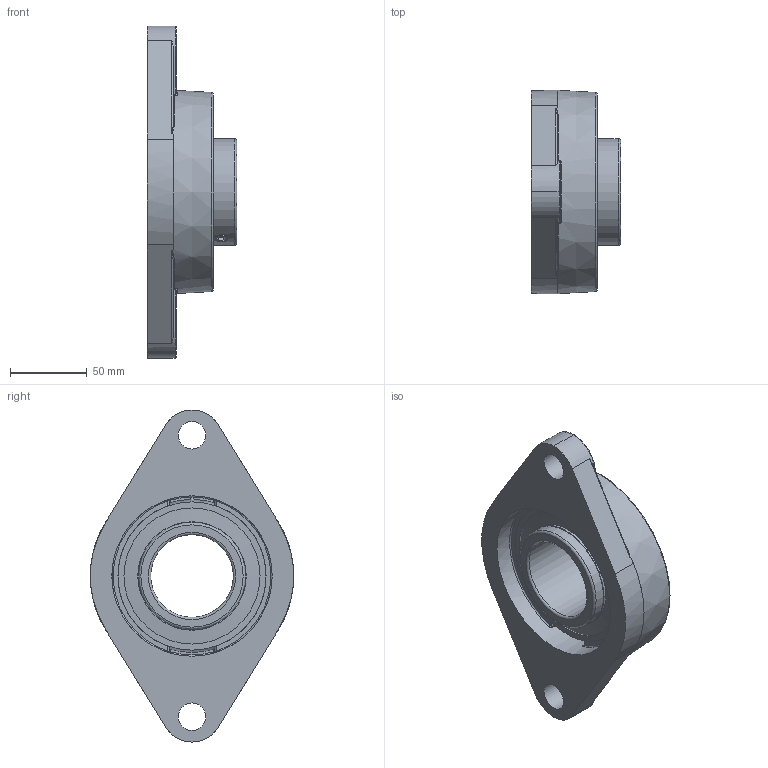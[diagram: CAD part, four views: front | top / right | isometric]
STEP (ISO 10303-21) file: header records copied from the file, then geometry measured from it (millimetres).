
FILE_DESCRIPTION(('HOOPS Exchange Step'),'2;1');
FILE_NAME('export-CF37D641-B63C-4A9C-8365-58718C55EDE9.stp','2020-05-29T11:01:37-07:00',('dkerr'),('Alibre'),'HOOPS Exchange 2020.0','Alibre','Unknown authorisation');
FILE_SCHEMA( ('AP242_MANAGED_MODEL_BASED_3D_ENGINEERING_MIM_LF {1 0 10303 442 1 1 4 }') );
Length unit declared in the file: inch
Products named in the file (7): MRN SFTM L4L 211; MRN SUC 211-34 L4L (2.125) (Race); MRN SUC 211 L4L (Ball); MRN SUC 211 L4L (Shield); MRN SUC 211 L4L (Set Screw); MRN SUC 211-34 L4L (2.125); MRN SUCSFTM 211-34 L4L (2.125inch)
Assembly tree (7 placements, depth 3):
  MRN SUCSFTM 211-34 L4L (2.125inch)
    MRN SFTM L4L 211
    MRN SUC 211-34 L4L (2.125)
      MRN SUC 211-34 L4L (2.125) (Race)
      MRN SUC 211 L4L (Ball)
      MRN SUC 211 L4L (Shield)
      MRN SUC 211 L4L (Set Screw)  x2
Bounding box: 58.4 x 133 x 217 mm (x, y, z)
Volume: 448758.2 mm3; surface area: 118598.4 mm2
Topology: 17 solids, 17 shells, 165 faces, 436 edges, 283 vertices
Faces by surface type: plane 56, cylinder 45, torus 22, sphere 17, bspline 16, cone 9
Full cylindrical faces by diameter (mm): 8.382 x4, 18 x2, 53.975 x1, 69.85 x4, 70.866 x2, 88.9 x2, 91.44 x2, 102.825 x1, 104.825 x1, 110.1 x1
Entity records: 12189 total; most frequent: CARTESIAN_POINT 8228, DIRECTION 820, ORIENTED_EDGE 768, EDGE_CURVE 384, AXIS2_PLACEMENT_3D 355, VERTEX_POINT 266, CIRCLE 196, EDGE_LOOP 176
